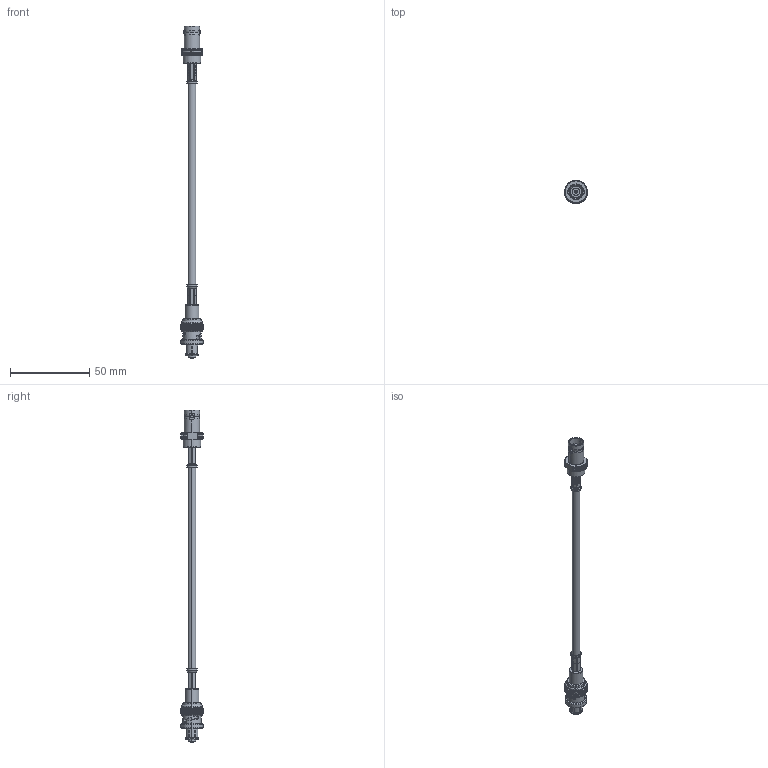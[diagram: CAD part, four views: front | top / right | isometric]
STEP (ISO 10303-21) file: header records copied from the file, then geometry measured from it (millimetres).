
FILE_DESCRIPTION (( 'STEP AP214' ), '1' );
FILE_NAME ('PE34446.step', '2021-11-18T19:35:44', ( '' ), ( '' ), 'SwSTEP 2.0', 'SolidWorks 2021', '' );
FILE_SCHEMA (( 'AUTOMOTIVE_DESIGN' ));
Length unit declared in the file: inch
Products named in the file (4): PE4194^PE34446_Crimped; PE4070^PE34446_CRIMPED; RG405U^PE34446_RG58; PE34446
Assembly tree (3 placements, depth 2):
  PE34446
    RG405U^PE34446_RG58
    PE4070^PE34446_CRIMPED
    PE4194^PE34446_Crimped
Bounding box: 14.47 x 14.5 x 209.35 mm (x, y, z)
Volume: 6851 mm3; surface area: 7269.7 mm2
Topology: 5 solids, 5 shells, 2069 faces, 4855 edges, 2812 vertices
Faces by surface type: bspline 1156, cylinder 462, plane 406, cone 37, torus 8
Entity records: 76684 total; most frequent: CARTESIAN_POINT 42962, ORIENTED_EDGE 9710, EDGE_CURVE 4855, DIRECTION 3573, VERTEX_POINT 2812, EDGE_LOOP 2093, ADVANCED_FACE 2069, FACE_OUTER_BOUND 2069
